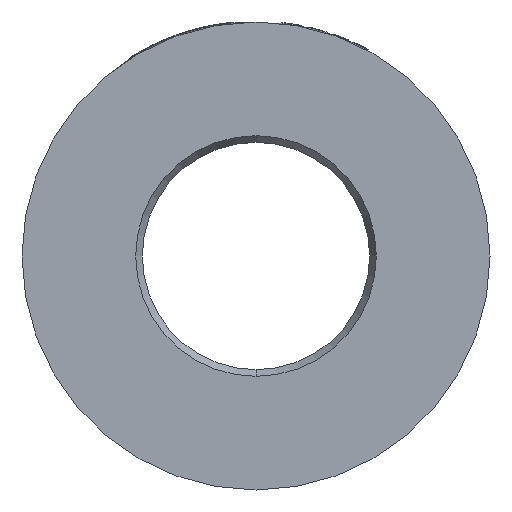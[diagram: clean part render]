
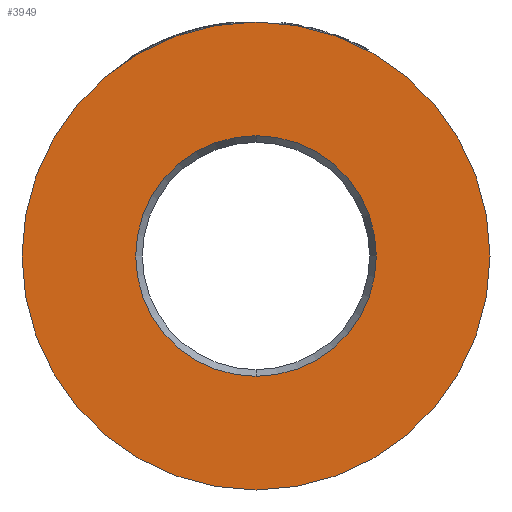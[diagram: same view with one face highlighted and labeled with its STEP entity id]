
A CAD part, front view. The second image highlights one B-rep face of the part: STEP entity #3949.
In plain terms, the highlighted planar face has unit normal (0, -1, 0).
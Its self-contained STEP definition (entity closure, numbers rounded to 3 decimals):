
#1463 = CARTESIAN_POINT ( 'NONE',  ( 0., 0., 0. ) ) ;
#1464 = DIRECTION ( 'NONE',  ( 0., -1., 0. ) ) ;
#1465 = DIRECTION ( 'NONE',  ( 0., 0., -1. ) ) ;
#1514 = CARTESIAN_POINT ( 'NONE',  ( 0., 0., 0. ) ) ;
#1515 = DIRECTION ( 'NONE',  ( 0., -1., 0. ) ) ;
#1516 = DIRECTION ( 'NONE',  ( 0., 0., -1. ) ) ;
#2154 = FACE_BOUND ( 'NONE', #12916, .T. ) ;
#2160 = FACE_OUTER_BOUND ( 'NONE', #21264, .T. ) ;
#2838 = CARTESIAN_POINT ( 'NONE',  ( -27., 0., 0. ) ) ;
#3080 = DIRECTION ( 'NONE',  ( 0., 0., 1. ) ) ;
#3081 = DIRECTION ( 'NONE',  ( 0., 1., 0. ) ) ;
#3084 = PLANE ( 'NONE',  #18818 ) ;
#3224 = CARTESIAN_POINT ( 'NONE',  ( 0., 0., 0. ) ) ;
#3225 = DIRECTION ( 'NONE',  ( 0., -1., 0. ) ) ;
#3226 = DIRECTION ( 'NONE',  ( 0., 0., -1. ) ) ;
#3949 = ADVANCED_FACE ( 'NONE', ( #2154, #2160 ), #3084, .F. ) ;
#6561 = AXIS2_PLACEMENT_3D ( 'NONE', #8866, #8867, #8868 ) ;
#6596 = AXIS2_PLACEMENT_3D ( 'NONE', #1463, #1464, #1465 ) ;
#6609 = AXIS2_PLACEMENT_3D ( 'NONE', #1514, #1515, #1516 ) ;
#6628 = AXIS2_PLACEMENT_3D ( 'NONE', #3224, #3225, #3226 ) ;
#8866 = CARTESIAN_POINT ( 'NONE',  ( 0., 0., 0. ) ) ;
#8867 = DIRECTION ( 'NONE',  ( 0., -1., 0. ) ) ;
#8868 = DIRECTION ( 'NONE',  ( 0., 0., -1. ) ) ;
#9145 = ORIENTED_EDGE ( 'NONE', *, *, #18416, .F. ) ;
#9146 = ORIENTED_EDGE ( 'NONE', *, *, #18627, .F. ) ;
#9147 = ORIENTED_EDGE ( 'NONE', *, *, #18541, .T. ) ;
#9148 = ORIENTED_EDGE ( 'NONE', *, *, #18523, .T. ) ;
#12084 = CARTESIAN_POINT ( 'NONE',  ( 0., 0., 52.5 ) ) ;
#12085 = CARTESIAN_POINT ( 'NONE',  ( 0., 0., -52.5 ) ) ;
#12125 = CARTESIAN_POINT ( 'NONE',  ( 0., 0., -27. ) ) ;
#12128 = CARTESIAN_POINT ( 'NONE',  ( 0., 0., 27. ) ) ;
#12916 = EDGE_LOOP ( 'NONE', ( #9145, #9146 ) ) ;
#13784 = CIRCLE ( 'NONE', #6596, 52.5 ) ;
#14017 = CIRCLE ( 'NONE', #6561, 27. ) ;
#16491 = CIRCLE ( 'NONE', #6609, 52.5 ) ;
#16515 = CIRCLE ( 'NONE', #6628, 27. ) ;
#17024 = VERTEX_POINT ( 'NONE', #12084 ) ;
#17025 = VERTEX_POINT ( 'NONE', #12085 ) ;
#17065 = VERTEX_POINT ( 'NONE', #12125 ) ;
#17068 = VERTEX_POINT ( 'NONE', #12128 ) ;
#18416 = EDGE_CURVE ( 'NONE', #17065, #17068, #14017, .T. ) ;
#18523 = EDGE_CURVE ( 'NONE', #17024, #17025, #13784, .T. ) ;
#18541 = EDGE_CURVE ( 'NONE', #17025, #17024, #16491, .T. ) ;
#18627 = EDGE_CURVE ( 'NONE', #17068, #17065, #16515, .T. ) ;
#18818 = AXIS2_PLACEMENT_3D ( 'NONE', #2838, #3081, #3080 ) ;
#21264 = EDGE_LOOP ( 'NONE', ( #9147, #9148 ) ) ;
